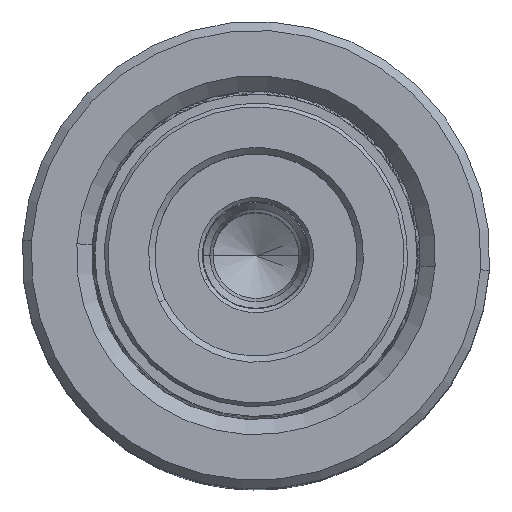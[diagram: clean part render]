
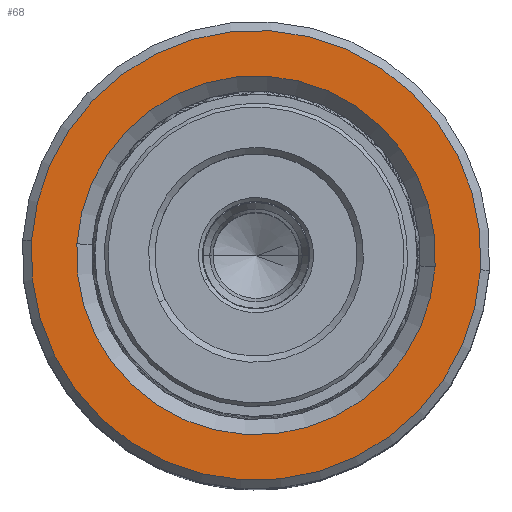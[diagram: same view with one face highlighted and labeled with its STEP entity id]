
A CAD part, top view. The second image highlights one B-rep face of the part: STEP entity #68.
In plain terms, the highlighted planar face has unit normal (0, 0, 1).
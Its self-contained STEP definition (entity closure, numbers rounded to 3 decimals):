
#68 = ADVANCED_FACE ( 'NONE', ( #27522, #16497 ), #508, .T. ) ;
#508 = PLANE ( 'NONE',  #5882 ) ;
#1220 = DIRECTION ( 'NONE',  ( 1., 0., 0. ) ) ;
#1221 = DIRECTION ( 'NONE',  ( 0., 0., 1. ) ) ;
#2814 = DIRECTION ( 'NONE',  ( 0., 0., 1. ) ) ;
#3060 = CARTESIAN_POINT ( 'NONE',  ( 14.2, 0., 50. ) ) ;
#3759 = CARTESIAN_POINT ( 'NONE',  ( 17.8, 0., 50. ) ) ;
#4660 = AXIS2_PLACEMENT_3D ( 'NONE', #31506, #7317, #12109 ) ;
#5882 = AXIS2_PLACEMENT_3D ( 'NONE', #29676, #2814, #22001 ) ;
#6729 = DIRECTION ( 'NONE',  ( 1., 0., 0. ) ) ;
#7317 = DIRECTION ( 'NONE',  ( 0., 0., -1. ) ) ;
#8947 = CARTESIAN_POINT ( 'NONE',  ( -14.2, 0., 50. ) ) ;
#9988 = AXIS2_PLACEMENT_3D ( 'NONE', #25052, #21841, #1220 ) ;
#10463 = VERTEX_POINT ( 'NONE', #28304 ) ;
#12109 = DIRECTION ( 'NONE',  ( 1., 0., 0. ) ) ;
#12168 = DIRECTION ( 'NONE',  ( 0., 0., -1. ) ) ;
#12864 = ORIENTED_EDGE ( 'NONE', *, *, #28184, .T. ) ;
#13765 = EDGE_CURVE ( 'NONE', #22559, #19887, #20531, .T. ) ;
#15315 = AXIS2_PLACEMENT_3D ( 'NONE', #33229, #1221, #6729 ) ;
#15432 = ORIENTED_EDGE ( 'NONE', *, *, #13765, .T. ) ;
#15622 = CIRCLE ( 'NONE', #9988, 17.8 ) ;
#16497 = FACE_BOUND ( 'NONE', #31065, .T. ) ;
#17701 = EDGE_LOOP ( 'NONE', ( #32526, #12864 ) ) ;
#19887 = VERTEX_POINT ( 'NONE', #8947 ) ;
#20531 = CIRCLE ( 'NONE', #4660, 14.2 ) ;
#21841 = DIRECTION ( 'NONE',  ( 0., 0., 1. ) ) ;
#22001 = DIRECTION ( 'NONE',  ( 1., 0., 0. ) ) ;
#22559 = VERTEX_POINT ( 'NONE', #3060 ) ;
#24273 = AXIS2_PLACEMENT_3D ( 'NONE', #24809, #12168, #25513 ) ;
#24809 = CARTESIAN_POINT ( 'NONE',  ( 0., 0., 50. ) ) ;
#25052 = CARTESIAN_POINT ( 'NONE',  ( 0., 0., 50. ) ) ;
#25183 = ORIENTED_EDGE ( 'NONE', *, *, #30591, .T. ) ;
#25513 = DIRECTION ( 'NONE',  ( 1., 0., 0. ) ) ;
#27522 = FACE_OUTER_BOUND ( 'NONE', #17701, .T. ) ;
#27713 = VERTEX_POINT ( 'NONE', #3759 ) ;
#27814 = CIRCLE ( 'NONE', #15315, 17.8 ) ;
#28184 = EDGE_CURVE ( 'NONE', #27713, #10463, #27814, .T. ) ;
#28304 = CARTESIAN_POINT ( 'NONE',  ( -17.8, 0., 50. ) ) ;
#29676 = CARTESIAN_POINT ( 'NONE',  ( 0., 0., 50. ) ) ;
#30591 = EDGE_CURVE ( 'NONE', #19887, #22559, #33948, .T. ) ;
#31065 = EDGE_LOOP ( 'NONE', ( #15432, #25183 ) ) ;
#31506 = CARTESIAN_POINT ( 'NONE',  ( 0., 0., 50. ) ) ;
#32526 = ORIENTED_EDGE ( 'NONE', *, *, #33074, .T. ) ;
#33074 = EDGE_CURVE ( 'NONE', #10463, #27713, #15622, .T. ) ;
#33229 = CARTESIAN_POINT ( 'NONE',  ( 0., 0., 50. ) ) ;
#33948 = CIRCLE ( 'NONE', #24273, 14.2 ) ;
